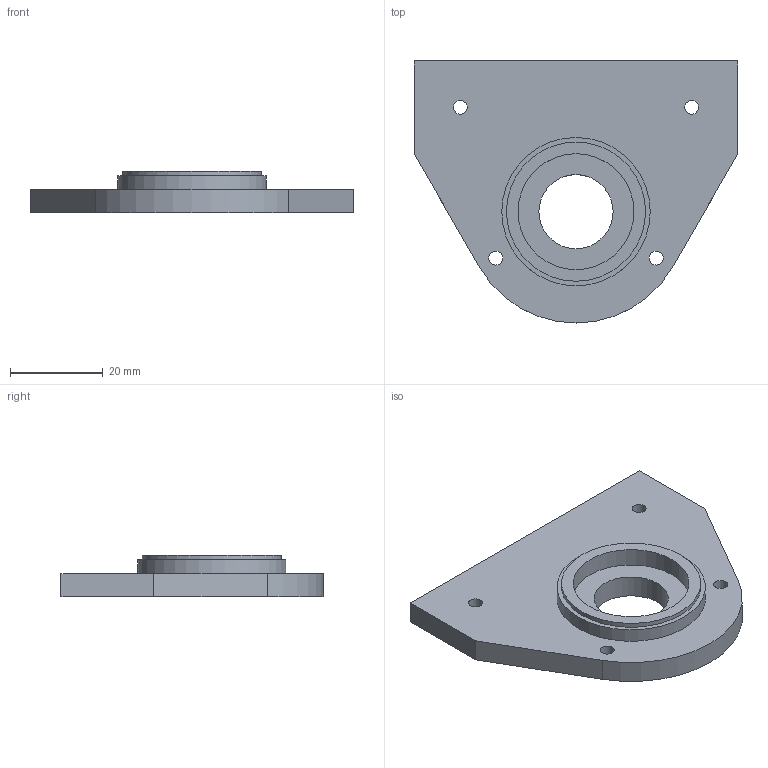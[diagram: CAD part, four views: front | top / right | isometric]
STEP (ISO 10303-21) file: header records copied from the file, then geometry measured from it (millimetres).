
FILE_DESCRIPTION( ('This file contains a STEP AP42 implementation' ,'as created by ZW3D STEP Interface translator.' ,'') ,'2;1' );
FILE_NAME( '仱謫粣傷裔.ipt.stp' ,'251027.114732', (''), ('ZWCAD Software Co.'), 'Version 1.0', 'ZW3D to STEP translator', '' );
FILE_SCHEMA(('AUTOMOTIVE_DESIGN { 1 0 10303 214 1 1 1 1 }'));
Length unit declared in the file: millimetre
Products named in the file (1): 0
Bounding box: 69.86 x 56.5 x 9 mm (x, y, z)
Volume: 15463.6 mm3; surface area: 8069.4 mm2
Topology: 1 solids, 1 shells, 27 faces, 74 edges, 56 vertices
Faces by surface type: plane 14, cylinder 13
Full cylindrical faces by diameter (mm): 3 x4, 5 x4, 16 x1, 25 x1, 30 x1, 32 x1
Entity records: 981 total; most frequent: DIRECTION 176, CARTESIAN_POINT 158, ORIENTED_EDGE 148, AXIS2_PLACEMENT_3D 74, EDGE_CURVE 74, VERTEX_POINT 56, CIRCLE 46, EDGE_LOOP 44
